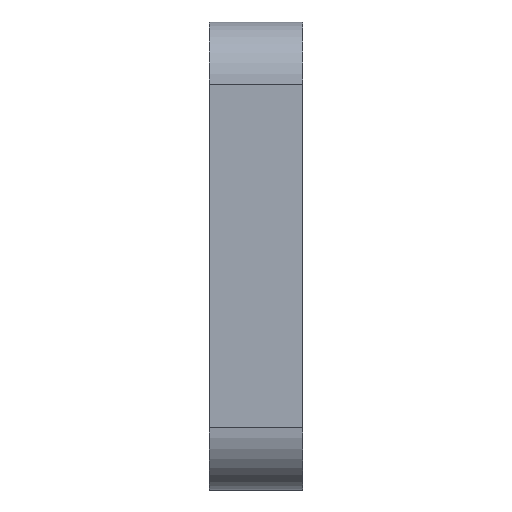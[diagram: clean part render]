
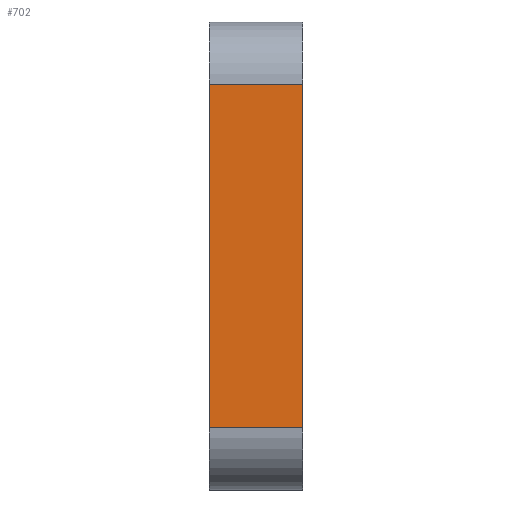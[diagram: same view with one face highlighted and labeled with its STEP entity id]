
A CAD part, left-side view. The second image highlights one B-rep face of the part: STEP entity #702.
In plain terms, the highlighted planar face has unit normal (-1, 0, 0).
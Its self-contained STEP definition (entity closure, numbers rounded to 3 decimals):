
#40 = CARTESIAN_POINT ( 'NONE',  ( -17., 1.5, -5.5 ) ) ;
#75 = DIRECTION ( 'NONE',  ( 1., 0., 0. ) ) ;
#121 = VECTOR ( 'NONE', #127, 1000. ) ;
#124 = AXIS2_PLACEMENT_3D ( 'NONE', #491, #75, #1098 ) ;
#127 = DIRECTION ( 'NONE',  ( 0., 0., 1. ) ) ;
#154 = DIRECTION ( 'NONE',  ( 0., 0., 1. ) ) ;
#247 = CARTESIAN_POINT ( 'NONE',  ( -17., 1.5, -5.5 ) ) ;
#267 = CARTESIAN_POINT ( 'NONE',  ( -17., -1.5, 5.5 ) ) ;
#270 = VECTOR ( 'NONE', #154, 1000. ) ;
#303 = EDGE_CURVE ( 'NONE', #355, #746, #812, .T. ) ;
#321 = CARTESIAN_POINT ( 'NONE',  ( -17., 1.5, 5.5 ) ) ;
#346 = EDGE_CURVE ( 'NONE', #746, #1048, #553, .T. ) ;
#355 = VERTEX_POINT ( 'NONE', #40 ) ;
#396 = ORIENTED_EDGE ( 'NONE', *, *, #346, .T. ) ;
#414 = DIRECTION ( 'NONE',  ( 0., -1., 0. ) ) ;
#444 = EDGE_LOOP ( 'NONE', ( #396, #554, #541, #779 ) ) ;
#491 = CARTESIAN_POINT ( 'NONE',  ( -17., 1.5, -5.5 ) ) ;
#524 = LINE ( 'NONE', #321, #951 ) ;
#541 = ORIENTED_EDGE ( 'NONE', *, *, #784, .F. ) ;
#553 = LINE ( 'NONE', #892, #121 ) ;
#554 = ORIENTED_EDGE ( 'NONE', *, *, #717, .F. ) ;
#628 = CARTESIAN_POINT ( 'NONE',  ( -17., 1.5, -5.5 ) ) ;
#694 = VERTEX_POINT ( 'NONE', #1013 ) ;
#702 = ADVANCED_FACE ( 'NONE', ( #1082 ), #827, .F. ) ;
#717 = EDGE_CURVE ( 'NONE', #694, #1048, #524, .T. ) ;
#746 = VERTEX_POINT ( 'NONE', #1101 ) ;
#779 = ORIENTED_EDGE ( 'NONE', *, *, #303, .T. ) ;
#784 = EDGE_CURVE ( 'NONE', #355, #694, #871, .T. ) ;
#812 = LINE ( 'NONE', #628, #968 ) ;
#827 = PLANE ( 'NONE',  #124 ) ;
#871 = LINE ( 'NONE', #247, #270 ) ;
#892 = CARTESIAN_POINT ( 'NONE',  ( -17., -1.5, -5.5 ) ) ;
#951 = VECTOR ( 'NONE', #414, 1000. ) ;
#960 = DIRECTION ( 'NONE',  ( 0., -1., 0. ) ) ;
#968 = VECTOR ( 'NONE', #960, 1000. ) ;
#1013 = CARTESIAN_POINT ( 'NONE',  ( -17., 1.5, 5.5 ) ) ;
#1048 = VERTEX_POINT ( 'NONE', #267 ) ;
#1082 = FACE_OUTER_BOUND ( 'NONE', #444, .T. ) ;
#1098 = DIRECTION ( 'NONE',  ( 0., 0., -1. ) ) ;
#1101 = CARTESIAN_POINT ( 'NONE',  ( -17., -1.5, -5.5 ) ) ;
